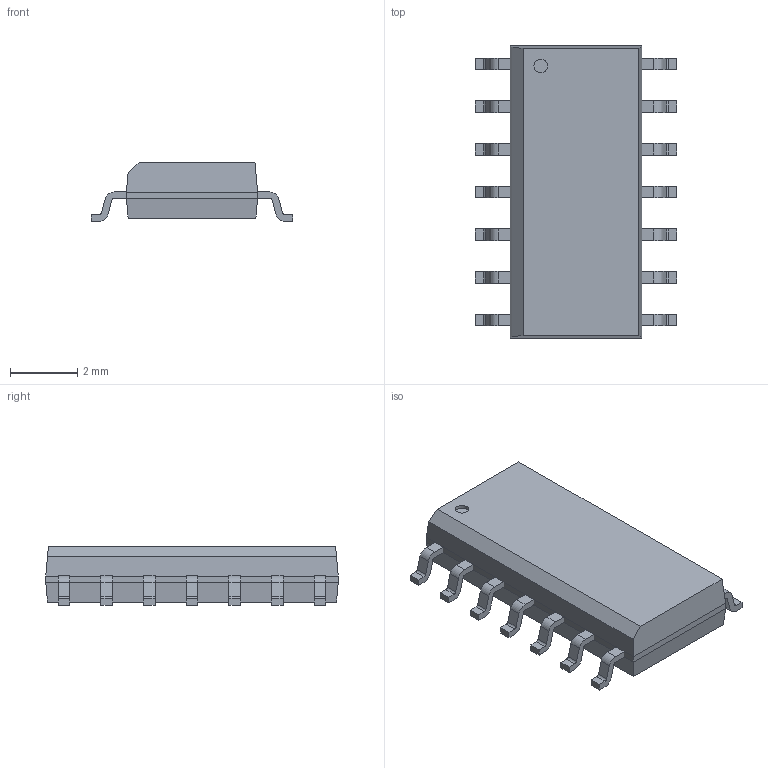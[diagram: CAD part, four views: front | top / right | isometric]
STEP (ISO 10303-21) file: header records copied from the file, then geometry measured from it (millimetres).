
FILE_DESCRIPTION(('FreeCAD Model'),'2;1');
FILE_NAME('Open CASCADE Shape Model','2021-01-16T17:14:50',( 'Krisjanis Rijnieks'),('NOT-19 (Aalto Fablab)'), 'Open CASCADE STEP processor 7.4','FreeCAD','Unknown');
FILE_SCHEMA(('AUTOMOTIVE_DESIGN { 1 0 10303 214 1 1 1 1 }'));
Length unit declared in the file: millimetre
Products named in the file (5): SOIC_8_3_9x4_9mm_P1_27mm; Leads; Leads_Right; Package; Dot
Assembly tree (10 placements, depth 3):
  SOIC_8_3_9x4_9mm_P1_27mm
    Leads
      Leads_Right  x7
    Package
    Dot
Bounding box: 6 x 8.7 x 1.75 mm (x, y, z)
Volume: 57.8 mm3; surface area: 159.2 mm2
Topology: 9 solids, 9 shells, 202 faces, 513 edges, 330 vertices
Faces by surface type: plane 144, cylinder 58
Full cylindrical faces by diameter (mm): 0.4 x2
Entity records: 1433 total; most frequent: DIRECTION 239, CARTESIAN_POINT 228, ORIENTED_EDGE 210, EDGE_CURVE 105, LINE 85, VECTOR 85, AXIS2_PLACEMENT_3D 77, VERTEX_POINT 66
